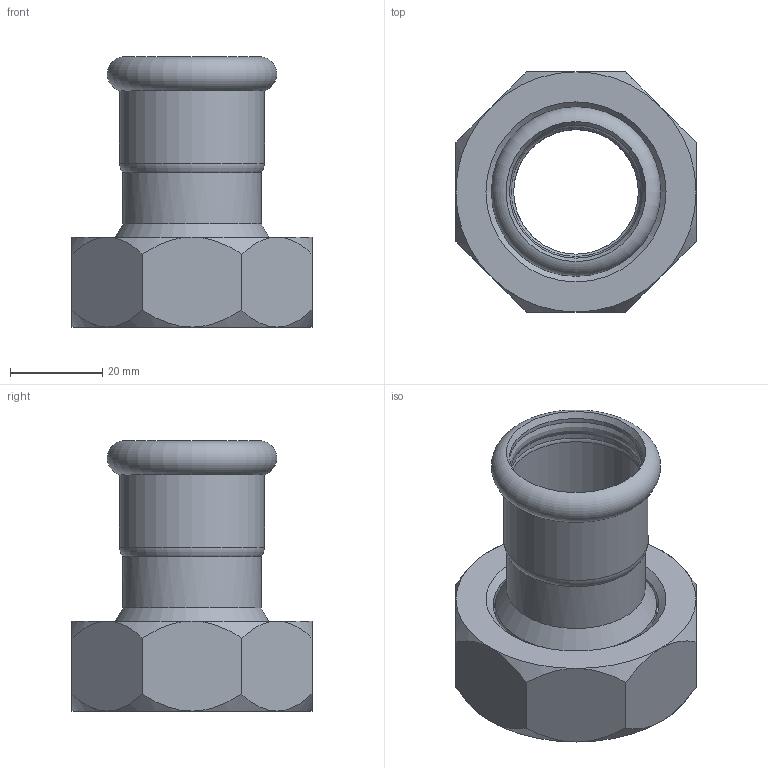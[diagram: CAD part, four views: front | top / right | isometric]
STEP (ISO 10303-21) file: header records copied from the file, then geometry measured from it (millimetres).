
FILE_DESCRIPTION(/* description */ ('MANICOTTO CON DADO 1 1/2" X De28'),/* implementation_level */ '2;1');
FILE_NAME(/* name */ '183028022_Inoxpres.stp',/* time_stamp */ '2022-10-11T11:40:12+02:00',/* author */ ('Vault'),/* organization */ ('Raccorderie metalliche s.p.a.'),/* preprocessor_version */ 'ST-DEVELOPER v18.1',/* originating_system */ 'Autodesk Inventor 2020',/* authorisation */ 'Raccorderie metalliche s.p.a.');
FILE_SCHEMA (('AUTOMOTIVE_DESIGN { 1 0 10303 214 3 1 1 }'));
Length unit declared in the file: millimetre
Products named in the file (1): 183028022_Inoxpres
Bounding box: 52 x 52 x 58.5 mm (x, y, z)
Volume: 27742.7 mm3; surface area: 18514.6 mm2
Topology: 1 solids, 1 shells, 66 faces, 177 edges, 118 vertices
Faces by surface type: cone 24, cylinder 20, plane 15, torus 7
Full cylindrical faces by diameter (mm): 27 x2, 28.4 x1, 28.8 x2, 30 x1, 31.4 x1, 35 x1, 36 x1, 44 x1, 44.5 x1, 45 x1
Entity records: 2143 total; most frequent: CARTESIAN_POINT 426, DIRECTION 388, ORIENTED_EDGE 354, EDGE_CURVE 177, AXIS2_PLACEMENT_3D 176, VERTEX_POINT 118, CIRCLE 109, EDGE_LOOP 73
